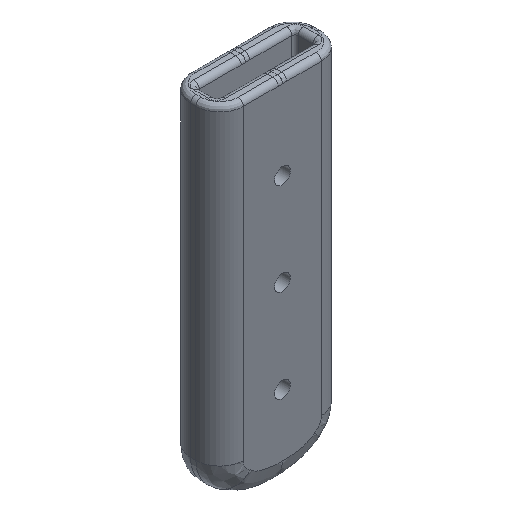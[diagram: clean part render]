
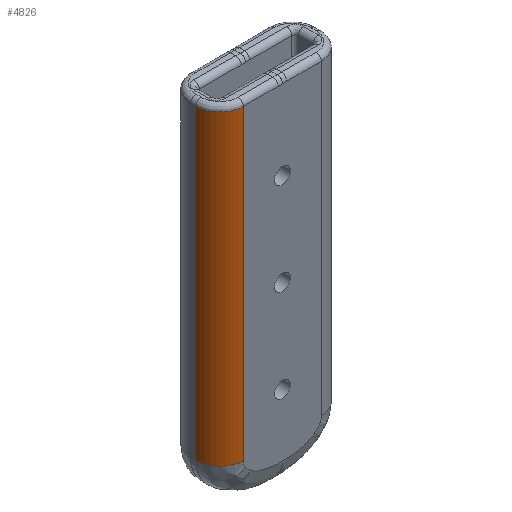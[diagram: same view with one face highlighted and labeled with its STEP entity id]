
A CAD part, isometric view. The second image highlights one B-rep face of the part: STEP entity #4826.
In plain terms, the highlighted free-form (B-spline) face has degree [2, 1] with [3, 2] control points.
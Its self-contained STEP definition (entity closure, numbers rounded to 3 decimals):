
#974 = VERTEX_POINT('',#975);
#975 = CARTESIAN_POINT('',(-3.411,0.,28.91));
#997 = VERTEX_POINT('',#998);
#998 = CARTESIAN_POINT('',(-5.493,2.082,28.91
    ));
#1004 = EDGE_CURVE('',#997,#974,#1005,.T.);
#1005 = ( BOUNDED_CURVE() B_SPLINE_CURVE(2,(#1006,#1007,#1008),
.UNSPECIFIED.,.F.,.F.) B_SPLINE_CURVE_WITH_KNOTS((3,3),(5.498,
7.069),.PIECEWISE_BEZIER_KNOTS.) CURVE() 
GEOMETRIC_REPRESENTATION_ITEM() RATIONAL_B_SPLINE_CURVE((1.,
0.707,1.)) REPRESENTATION_ITEM('') );
#1006 = CARTESIAN_POINT('',(-5.493,2.082,
    28.91));
#1007 = CARTESIAN_POINT('',(-5.493,0.,
    28.91));
#1008 = CARTESIAN_POINT('',(-3.411,0.,28.91));
#1536 = EDGE_CURVE('',#1537,#974,#1539,.T.);
#1537 = VERTEX_POINT('',#1538);
#1538 = CARTESIAN_POINT('',(-3.411,0.,2.082));
#1539 = B_SPLINE_CURVE_WITH_KNOTS('',1,(#1540,#1541),.UNSPECIFIED.,.F.,
  .F.,(2,2),(-5.269,17.931),.PIECEWISE_BEZIER_KNOTS.);
#1540 = CARTESIAN_POINT('',(-3.411,0.,2.082));
#1541 = CARTESIAN_POINT('',(-3.411,0.,28.91));
#2262 = VERTEX_POINT('',#2263);
#2263 = CARTESIAN_POINT('',(-5.493,2.082,2.082
    ));
#2268 = EDGE_CURVE('',#997,#2262,#2269,.T.);
#2269 = B_SPLINE_CURVE_WITH_KNOTS('',1,(#2270,#2271),.UNSPECIFIED.,.F.,
  .F.,(2,2),(-17.931,5.269),.PIECEWISE_BEZIER_KNOTS.);
#2270 = CARTESIAN_POINT('',(-5.493,2.082,
    28.91));
#2271 = CARTESIAN_POINT('',(-5.493,2.082,2.082
    ));
#4826 = ADVANCED_FACE('',(#4827),#4838,.T.);
#4827 = FACE_BOUND('',#4828,.T.);
#4828 = EDGE_LOOP('',(#4829,#4830,#4831,#4837));
#4829 = ORIENTED_EDGE('',*,*,#1004,.F.);
#4830 = ORIENTED_EDGE('',*,*,#2268,.T.);
#4831 = ORIENTED_EDGE('',*,*,#4832,.T.);
#4832 = EDGE_CURVE('',#2262,#1537,#4833,.T.);
#4833 = ( BOUNDED_CURVE() B_SPLINE_CURVE(2,(#4834,#4835,#4836),
.UNSPECIFIED.,.F.,.F.) B_SPLINE_CURVE_WITH_KNOTS((3,3),(0.,
1.571),.PIECEWISE_BEZIER_KNOTS.) CURVE() 
GEOMETRIC_REPRESENTATION_ITEM() RATIONAL_B_SPLINE_CURVE((1.,
0.707,1.)) REPRESENTATION_ITEM('') );
#4834 = CARTESIAN_POINT('',(-5.493,2.082,2.082
    ));
#4835 = CARTESIAN_POINT('',(-5.493,0.,
    2.082));
#4836 = CARTESIAN_POINT('',(-3.411,0.,2.082));
#4837 = ORIENTED_EDGE('',*,*,#1536,.T.);
#4838 = ( BOUNDED_SURFACE() B_SPLINE_SURFACE(2,1,(
    (#4839,#4840)
    ,(#4841,#4842)
    ,(#4843,#4844
)),.UNSPECIFIED.,.F.,.F.,.F.) B_SPLINE_SURFACE_WITH_KNOTS((3,3),(2,2),(
    5.498,7.069),(-17.931,5.269),
.PIECEWISE_BEZIER_KNOTS.) GEOMETRIC_REPRESENTATION_ITEM() 
RATIONAL_B_SPLINE_SURFACE((
    (1.,1.)
    ,(0.707,0.707)
,(1.,1.))) REPRESENTATION_ITEM('') SURFACE() );
#4839 = CARTESIAN_POINT('',(-3.411,0.,
    28.91));
#4840 = CARTESIAN_POINT('',(-3.411,0.,
    2.082));
#4841 = CARTESIAN_POINT('',(-5.493,0.,
    28.91));
#4842 = CARTESIAN_POINT('',(-5.493,0.,
    2.082));
#4843 = CARTESIAN_POINT('',(-5.493,2.082,
    28.91));
#4844 = CARTESIAN_POINT('',(-5.493,2.082,2.082
    ));
